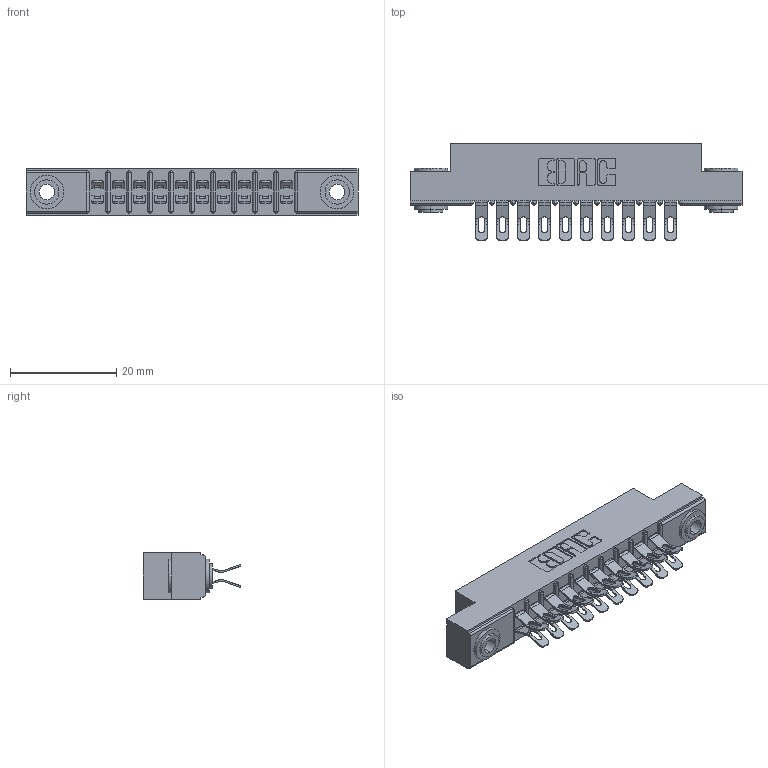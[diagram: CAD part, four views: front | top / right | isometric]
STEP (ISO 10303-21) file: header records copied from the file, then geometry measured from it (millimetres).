
FILE_DESCRIPTION (( 'STEP AP203' ), '1' );
FILE_NAME ('315-020-555-203.STEP', '2019-09-10T14:16:04', ( '' ), ( '' ), 'SwSTEP 2.0', 'SolidWorks 2016', '' );
FILE_SCHEMA (( 'CONFIG_CONTROL_DESIGN' ));
Length unit declared in the file: inch
Products named in the file (4): 345-250-002_345-250-002-102; 305-290-001_555; 315-020-555-203; 305 Part_.156 Dia
Assembly tree (23 placements, depth 2):
  315-020-555-203
    305 Part_.156 Dia
    305-290-001_555  x20
    345-250-002_345-250-002-102  x2
Bounding box: 62.64 x 18.41 x 8.71 mm (x, y, z)
Volume: 4011 mm3; surface area: 7444.1 mm2
Topology: 23 solids, 23 shells, 1488 faces, 4378 edges, 2860 vertices
Faces by surface type: plane 732, cylinder 708, sphere 40, cone 8
Entity records: 16412 total; most frequent: CARTESIAN_POINT 2715, ORIENTED_EDGE 2672, DIRECTION 2662, EDGE_CURVE 1336, VECTOR 1016, LINE 1016, VERTEX_POINT 860, AXIS2_PLACEMENT_3D 823
